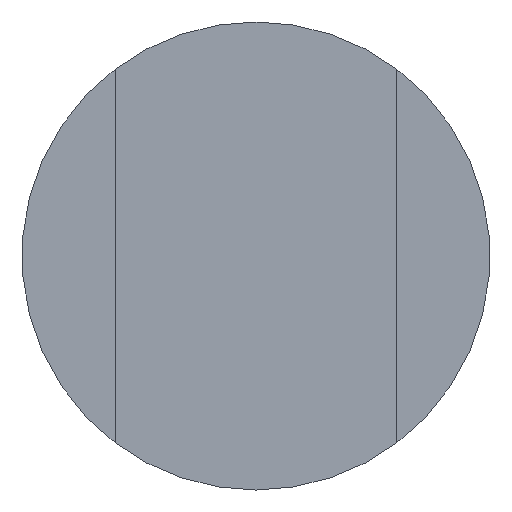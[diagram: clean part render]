
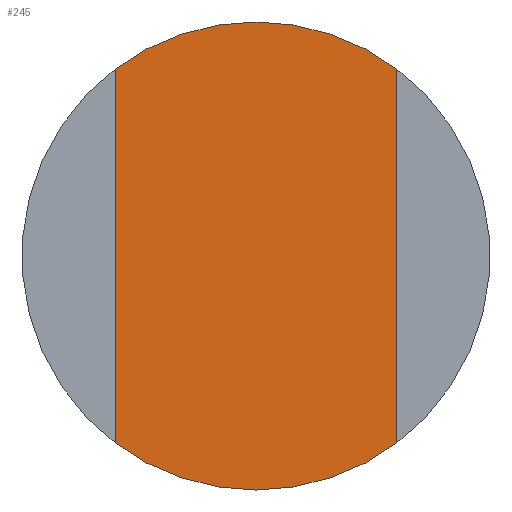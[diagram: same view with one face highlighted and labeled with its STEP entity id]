
A CAD part, left-side view. The second image highlights one B-rep face of the part: STEP entity #245.
In plain terms, the highlighted planar face has unit normal (-1, 0, 0).
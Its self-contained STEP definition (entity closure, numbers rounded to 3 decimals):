
#19 = VERTEX_POINT ( 'NONE', #175 ) ;
#23 = DIRECTION ( 'NONE',  ( 0., 0., -1. ) ) ;
#24 = CARTESIAN_POINT ( 'NONE',  ( 0., 0.75, 0.994 ) ) ;
#29 = EDGE_CURVE ( 'NONE', #369, #506, #150, .T. ) ;
#47 = DIRECTION ( 'NONE',  ( 1., 0., 0. ) ) ;
#50 = EDGE_CURVE ( 'NONE', #369, #482, #411, .T. ) ;
#60 = ORIENTED_EDGE ( 'NONE', *, *, #533, .T. ) ;
#66 = ORIENTED_EDGE ( 'NONE', *, *, #50, .T. ) ;
#80 = VECTOR ( 'NONE', #99, 1000. ) ;
#82 = CARTESIAN_POINT ( 'NONE',  ( 0., 0., -1.245 ) ) ;
#87 = DIRECTION ( 'NONE',  ( 0., 0., -1. ) ) ;
#88 = CIRCLE ( 'NONE', #170, 1.245 ) ;
#97 = ORIENTED_EDGE ( 'NONE', *, *, #29, .F. ) ;
#99 = DIRECTION ( 'NONE',  ( 0., 0., 1. ) ) ;
#108 = DIRECTION ( 'NONE',  ( 0., 0., -1. ) ) ;
#143 = PLANE ( 'NONE',  #553 ) ;
#150 = CIRCLE ( 'NONE', #408, 1.245 ) ;
#153 = CARTESIAN_POINT ( 'NONE',  ( 0., 0., 0. ) ) ;
#162 = LINE ( 'NONE', #560, #373 ) ;
#170 = AXIS2_PLACEMENT_3D ( 'NONE', #405, #283, #23 ) ;
#175 = CARTESIAN_POINT ( 'NONE',  ( 0., 0.75, -0.994 ) ) ;
#179 = CARTESIAN_POINT ( 'NONE',  ( 0., 0., 1.245 ) ) ;
#187 = FACE_OUTER_BOUND ( 'NONE', #303, .T. ) ;
#217 = DIRECTION ( 'NONE',  ( 0., 0., -1. ) ) ;
#218 = DIRECTION ( 'NONE',  ( 1., 0., 0. ) ) ;
#232 = ORIENTED_EDGE ( 'NONE', *, *, #247, .F. ) ;
#240 = VERTEX_POINT ( 'NONE', #179 ) ;
#245 = ADVANCED_FACE ( 'NONE', ( #187 ), #143, .F. ) ;
#247 = EDGE_CURVE ( 'NONE', #506, #19, #88, .T. ) ;
#256 = DIRECTION ( 'NONE',  ( 1., 0., 0. ) ) ;
#266 = CARTESIAN_POINT ( 'NONE',  ( 0., -0.75, 0. ) ) ;
#283 = DIRECTION ( 'NONE',  ( 1., 0., 0. ) ) ;
#294 = VERTEX_POINT ( 'NONE', #24 ) ;
#303 = EDGE_LOOP ( 'NONE', ( #474, #60, #232, #97, #66, #551 ) ) ;
#329 = EDGE_CURVE ( 'NONE', #294, #240, #497, .T. ) ;
#369 = VERTEX_POINT ( 'NONE', #454 ) ;
#373 = VECTOR ( 'NONE', #87, 1000. ) ;
#405 = CARTESIAN_POINT ( 'NONE',  ( 0., 0., 0. ) ) ;
#408 = AXIS2_PLACEMENT_3D ( 'NONE', #475, #218, #519 ) ;
#411 = LINE ( 'NONE', #266, #80 ) ;
#446 = CARTESIAN_POINT ( 'NONE',  ( 0., 0., 0. ) ) ;
#454 = CARTESIAN_POINT ( 'NONE',  ( 0., -0.75, -0.994 ) ) ;
#457 = AXIS2_PLACEMENT_3D ( 'NONE', #153, #496, #491 ) ;
#461 = CARTESIAN_POINT ( 'NONE',  ( 0., -0.75, 0.994 ) ) ;
#464 = CARTESIAN_POINT ( 'NONE',  ( 0., 0., 0. ) ) ;
#474 = ORIENTED_EDGE ( 'NONE', *, *, #329, .F. ) ;
#475 = CARTESIAN_POINT ( 'NONE',  ( 0., 0., 0. ) ) ;
#482 = VERTEX_POINT ( 'NONE', #461 ) ;
#491 = DIRECTION ( 'NONE',  ( 0., 0., -1. ) ) ;
#496 = DIRECTION ( 'NONE',  ( 1., 0., 0. ) ) ;
#497 = CIRCLE ( 'NONE', #457, 1.245 ) ;
#506 = VERTEX_POINT ( 'NONE', #82 ) ;
#508 = EDGE_CURVE ( 'NONE', #240, #482, #517, .T. ) ;
#516 = AXIS2_PLACEMENT_3D ( 'NONE', #464, #256, #217 ) ;
#517 = CIRCLE ( 'NONE', #516, 1.245 ) ;
#519 = DIRECTION ( 'NONE',  ( 0., 0., -1. ) ) ;
#533 = EDGE_CURVE ( 'NONE', #294, #19, #162, .T. ) ;
#551 = ORIENTED_EDGE ( 'NONE', *, *, #508, .F. ) ;
#553 = AXIS2_PLACEMENT_3D ( 'NONE', #446, #47, #108 ) ;
#560 = CARTESIAN_POINT ( 'NONE',  ( 0., 0.75, 0.994 ) ) ;
